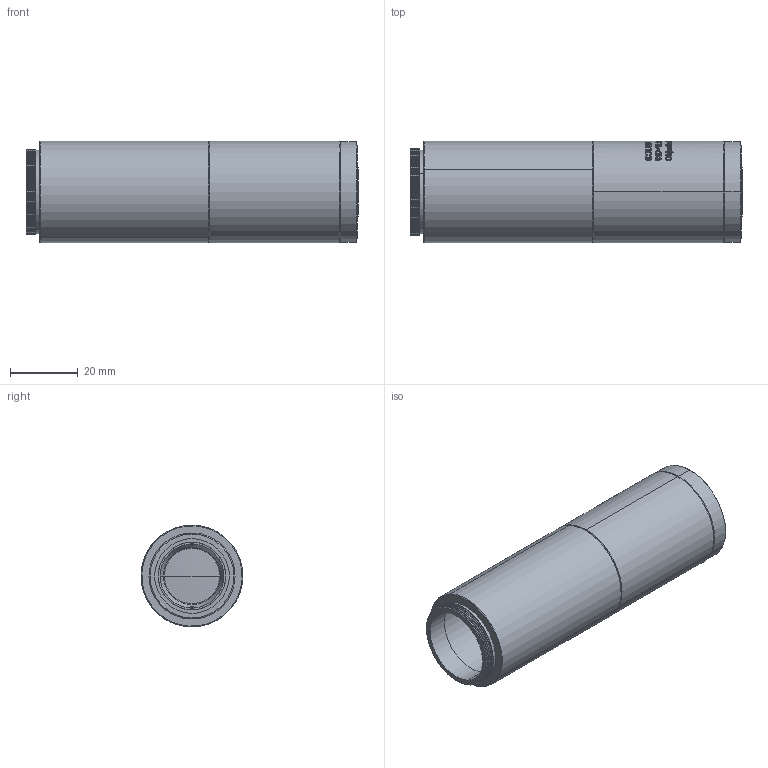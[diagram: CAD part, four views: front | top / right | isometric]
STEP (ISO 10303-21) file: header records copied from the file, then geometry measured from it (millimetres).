
FILE_DESCRIPTION (( 'STEP AP203' ), '1' );
FILE_NAME ('Web Model 34767_Default.step', '2018-01-24T13:54:52', ( '' ), ( '' ), 'SwSTEP 2.0', 'SolidWorks 2016', '' );
FILE_SCHEMA (( 'CONFIG_CONTROL_DESIGN' ));
Length unit declared in the file: millimetre
Products named in the file (1): Web Model 34767_Default
Bounding box: 98.01 x 30 x 30 mm (x, y, z)
Volume: 41116.1 mm3; surface area: 16833.3 mm2
Topology: 2 solids, 2 shells, 688 faces, 1809 edges, 1192 vertices
Faces by surface type: bspline 308, plane 212, cylinder 97, cone 65, sphere 6
Entity records: 47762 total; most frequent: CARTESIAN_POINT 33238, ORIENTED_EDGE 3614, DIRECTION 1940, EDGE_CURVE 1807, VERTEX_POINT 1192, B_SPLINE_CURVE_WITH_KNOTS 997, EDGE_LOOP 757, AXIS2_PLACEMENT_3D 749
